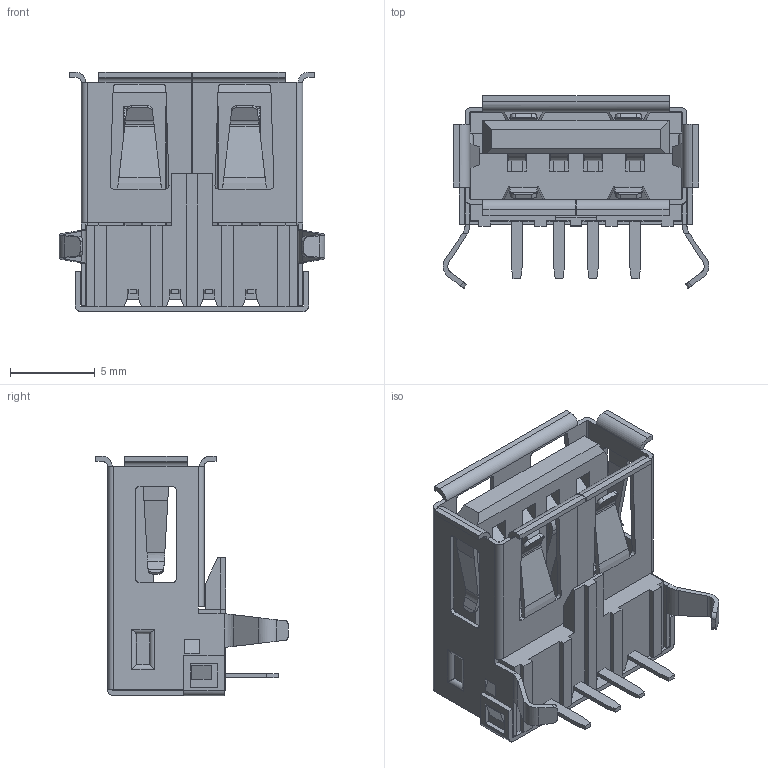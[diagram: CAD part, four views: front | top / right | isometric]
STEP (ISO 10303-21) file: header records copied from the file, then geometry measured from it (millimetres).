
FILE_DESCRIPTION (( 'STEP AP214' ), '1' );
FILE_NAME ('USB Connector Type A female.STEP', '2022-07-12T09:41:44', ( '' ), ( '' ), 'SwSTEP 2.0', 'SolidWorks 2021', '' );
FILE_SCHEMA (( 'AUTOMOTIVE_DESIGN' ));
Length unit declared in the file: millimetre
Products named in the file (1): USB Connector Type A female
Bounding box: 15.7 x 11.39 x 14.15 mm (x, y, z)
Volume: 561.8 mm3; surface area: 2123.3 mm2
Topology: 6 solids, 6 shells, 811 faces, 2273 edges, 1466 vertices
Faces by surface type: plane 591, bspline 138, cylinder 82
Entity records: 29007 total; most frequent: CARTESIAN_POINT 9066, ORIENTED_EDGE 4546, DIRECTION 3401, EDGE_CURVE 2273, LINE 1853, VECTOR 1853, VERTEX_POINT 1466, EDGE_LOOP 839
